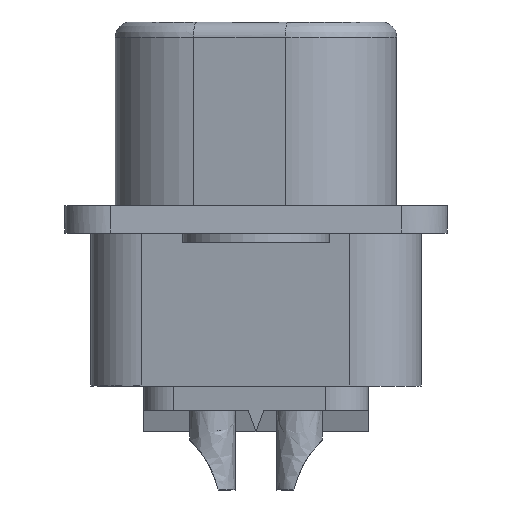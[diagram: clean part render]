
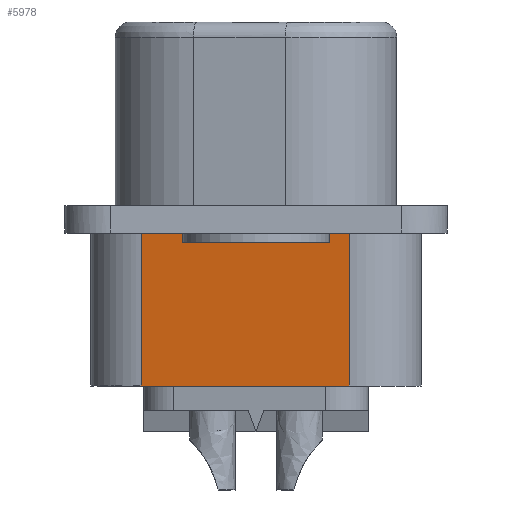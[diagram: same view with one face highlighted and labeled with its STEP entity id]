
A CAD part, left-side view. The second image highlights one B-rep face of the part: STEP entity #5978.
In plain terms, the highlighted free-form (B-spline) face has degree [1, 1] with [2, 2] control points.
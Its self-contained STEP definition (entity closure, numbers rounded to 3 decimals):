
#5813=CARTESIAN_POINT('V82',(-8.421,3.747,
   -5.0));
#5814=VERTEX_POINT('V82',#5813);
#5879=CARTESIAN_POINT('V88',(-9.62,-3.053,
   -5.0));
#5880=VERTEX_POINT('V88',#5879);
#5894=CARTESIAN_POINT('E128',(-8.421,3.747,
   -5.0));
#5895=CARTESIAN_POINT('E128',(-9.62,-3.053,
   -5.0));
#5896=B_SPLINE_CURVE_WITH_KNOTS('E128',1,(#5894,#5895),
   .POLYLINE_FORM.,.F.,.U.,(2,2),(0.0,1.381),
   .UNSPECIFIED.);
#5897=EDGE_CURVE('E128',#5814,#5880,#5896,.T.);
#5928=CARTESIAN_POINT('V144',(-8.421,3.747,
   0.0));
#5929=VERTEX_POINT('V144',#5928);
#5949=CARTESIAN_POINT('E214',(-8.421,3.747,
   0.0));
#5950=CARTESIAN_POINT('E214',(-8.421,3.747,
   -5.0));
#5951=QUASI_UNIFORM_CURVE('E214',1,(#5949,#5950),.POLYLINE_FORM.,.F.,
   .U.);
#5952=EDGE_CURVE('E214',#5929,#5814,#5951,.T.);
#5957=CARTESIAN_POINT('F78',(-9.62,-3.053,
   0.0));
#5958=CARTESIAN_POINT('F78',(-8.421,3.747,
   0.0));
#5959=CARTESIAN_POINT('F78',(-9.62,-3.053,
   -5.0));
#5960=CARTESIAN_POINT('F78',(-8.421,3.747,
   -5.0));
#5961=B_SPLINE_SURFACE_WITH_KNOTS('F78',1,1,((#5957,#5959),(#5958,
   #5960)),.PLANE_SURF.,.F.,.F.,.U.,(2,2),(2,2),(0.0,
   1.381),(0.0,1.0),.UNSPECIFIED.);
#5962=CARTESIAN_POINT('V145',(-9.62,-3.053,
   0.0));
#5963=VERTEX_POINT('V145',#5962);
#5964=CARTESIAN_POINT('E215',(-8.421,3.747,
   0.0));
#5965=CARTESIAN_POINT('E215',(-9.62,-3.053,
   0.0));
#5966=B_SPLINE_CURVE_WITH_KNOTS('E215',1,(#5964,#5965),
   .POLYLINE_FORM.,.F.,.U.,(2,2),(0.0,1.381),
   .UNSPECIFIED.);
#5967=EDGE_CURVE('E215',#5929,#5963,#5966,.T.);
#5968=ORIENTED_EDGE('E215',*,*,#5967,.F.);
#5969=ORIENTED_EDGE('F77',*,*,#5952,.T.);
#5970=ORIENTED_EDGE('F46',*,*,#5897,.T.);
#5971=CARTESIAN_POINT('E216',(-9.62,-3.053,
   0.0));
#5972=CARTESIAN_POINT('E216',(-9.62,-3.053,
   -5.0));
#5973=QUASI_UNIFORM_CURVE('E216',1,(#5971,#5972),.POLYLINE_FORM.,.F.,
   .U.);
#5974=EDGE_CURVE('E216',#5963,#5880,#5973,.T.);
#5975=ORIENTED_EDGE('E216',*,*,#5974,.F.);
#5976=EDGE_LOOP('F78',(#5968,#5969,#5970,#5975));
#5977=FACE_OUTER_BOUND('F78',#5976,.T.);
#5978=ADVANCED_FACE('F78',(#5977),#5961,.T.);
